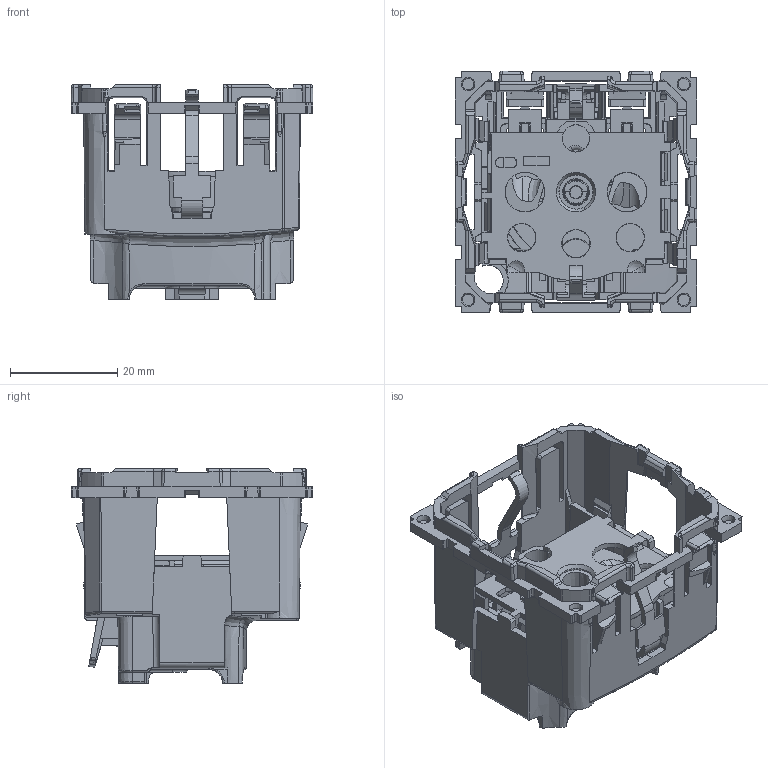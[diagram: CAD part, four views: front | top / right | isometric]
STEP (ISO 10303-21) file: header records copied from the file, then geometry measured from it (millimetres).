
FILE_DESCRIPTION(('CATIA V5 STEP Exchange','CAx-IF Rec.Pracs.--- Model Styling and Organization---1.5--- 2016-08-15','CAx-IF Rec.Pracs.---Supplemental Geometry---1.0---2011-11-01','CAx-IF Rec.Pracs.--- Composite Materials ---1.1---2010-07-15'),'2;1');
FILE_NAME('CM0120s.stp','2024-02-27T13:28:11+00:00',('none'),('none'),'CATIA Version 5-6 Release 2020 SP5','CATIA V5 STEP AP214 v2','none');
FILE_SCHEMA(('AUTOMOTIVE_DESIGN { 1 0 10303 214 1 1 1 1 }'));
Products named in the file (8): T001073_A ; EG00591_A; EE00832_A; AG04695_A ; FG00084_A; EB01320_B; EC00064_A; EB00375_C
Assembly tree (7 placements, depth 3):
  T001073_A 
    EG00591_A
    EE00832_A
    AG04695_A 
      FG00084_A
    EB01320_B
    EC00064_A
    EB00375_C
Bounding box: 45 x 45 x 40 mm (x, y, z)
Volume: 13057.5 mm3; surface area: 24243.4 mm2
Topology: 6 solids, 6 shells, 2123 faces, 6317 edges, 4171 vertices
Faces by surface type: plane 1439, cylinder 312, cone 221, bspline 80, torus 40, sphere 22, extrusion 9
Entity records: 74475 total; most frequent: CARTESIAN_POINT 23881, ORIENTED_EDGE 12602, DIRECTION 7180, EDGE_CURVE 6301, VERTEX_POINT 4171, VECTOR 3479, LINE 3470, B_SPLINE_CURVE_WITH_KNOTS 2301
